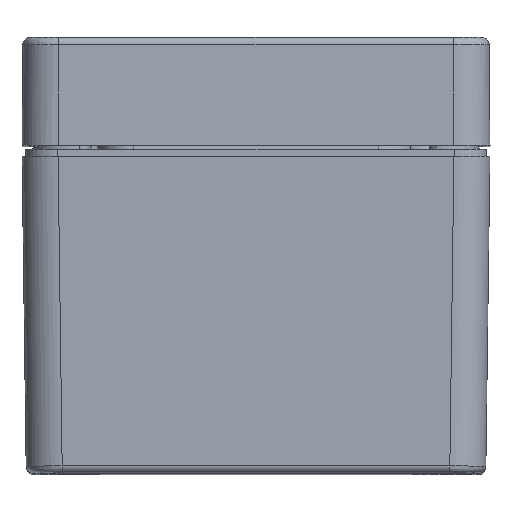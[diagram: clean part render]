
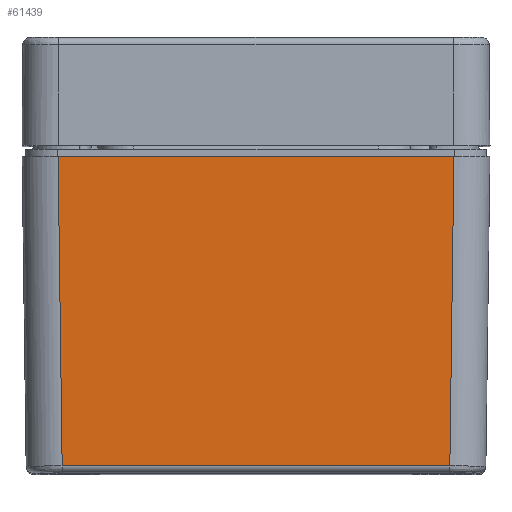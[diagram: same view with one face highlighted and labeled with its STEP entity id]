
A CAD part, top view. The second image highlights one B-rep face of the part: STEP entity #61439.
In plain terms, the highlighted planar face has unit normal (0, -0.013, 1).
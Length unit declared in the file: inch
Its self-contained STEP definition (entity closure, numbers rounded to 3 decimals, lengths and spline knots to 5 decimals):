
#2056 = LINE ( 'NONE', #19293, #10198 ) ;
#5408 = AXIS2_PLACEMENT_3D ( 'NONE', #8688, #60088, #70963 ) ;
#6487 = PLANE ( 'NONE',  #5408 ) ;
#7470 = VERTEX_POINT ( 'NONE', #39285 ) ;
#8019 = DIRECTION ( 'NONE',  ( 0.013, -1., -0.013 ) ) ;
#8461 = ORIENTED_EDGE ( 'NONE', *, *, #22495, .T. ) ;
#8599 = EDGE_CURVE ( 'NONE', #13709, #7470, #24934, .T. ) ;
#8688 = CARTESIAN_POINT ( 'NONE',  ( -0.50095, 0., 4.24698 ) ) ;
#10198 = VECTOR ( 'NONE', #8019, 39.37008 ) ;
#12285 = DIRECTION ( 'NONE',  ( 1., 0., 0. ) ) ;
#13709 = VERTEX_POINT ( 'NONE', #14969 ) ;
#14969 = CARTESIAN_POINT ( 'NONE',  ( 1.86076, -0.03937, 4.24647 ) ) ;
#17912 = ORIENTED_EDGE ( 'NONE', *, *, #39738, .T. ) ;
#18167 = CARTESIAN_POINT ( 'NONE',  ( 1.86109, -0.01417, 4.2468 ) ) ;
#19293 = CARTESIAN_POINT ( 'NONE',  ( -0.3036, -0.03937, 4.24647 ) ) ;
#20064 = EDGE_CURVE ( 'NONE', #22784, #13709, #72615, .T. ) ;
#22495 = EDGE_CURVE ( 'NONE', #22784, #30945, #2056, .T. ) ;
#22784 = VERTEX_POINT ( 'NONE', #64894 ) ;
#23981 = VECTOR ( 'NONE', #30883, 39.37008 ) ;
#24934 = LINE ( 'NONE', #18167, #23981 ) ;
#30883 = DIRECTION ( 'NONE',  ( -0.013, -1., -0.013 ) ) ;
#30945 = VERTEX_POINT ( 'NONE', #44652 ) ;
#30963 = EDGE_LOOP ( 'NONE', ( #17912, #63095, #68107, #8461 ) ) ;
#34100 = CARTESIAN_POINT ( 'NONE',  ( -0.50095, -1.7328, 4.2243 ) ) ;
#39285 = CARTESIAN_POINT ( 'NONE',  ( 1.83859, -1.7328, 4.2243 ) ) ;
#39738 = EDGE_CURVE ( 'NONE', #30945, #7470, #68219, .T. ) ;
#44652 = CARTESIAN_POINT ( 'NONE',  ( -0.28143, -1.7328, 4.2243 ) ) ;
#44838 = CARTESIAN_POINT ( 'NONE',  ( 0.77858, -0.03937, 4.24647 ) ) ;
#51495 = FACE_OUTER_BOUND ( 'NONE', #30963, .T. ) ;
#60088 = DIRECTION ( 'NONE',  ( 0., -0.013, 1. ) ) ;
#61439 = ADVANCED_FACE ( 'NONE', ( #51495 ), #6487, .T. ) ;
#62114 = DIRECTION ( 'NONE',  ( 1., 0., 0. ) ) ;
#62672 = VECTOR ( 'NONE', #62114, 39.37008 ) ;
#63095 = ORIENTED_EDGE ( 'NONE', *, *, #8599, .F. ) ;
#64894 = CARTESIAN_POINT ( 'NONE',  ( -0.3036, -0.03937, 4.24647 ) ) ;
#68107 = ORIENTED_EDGE ( 'NONE', *, *, #20064, .F. ) ;
#68219 = LINE ( 'NONE', #34100, #68819 ) ;
#68819 = VECTOR ( 'NONE', #12285, 39.37008 ) ;
#70963 = DIRECTION ( 'NONE',  ( 0., -1., -0.013 ) ) ;
#72615 = LINE ( 'NONE', #44838, #62672 ) ;
